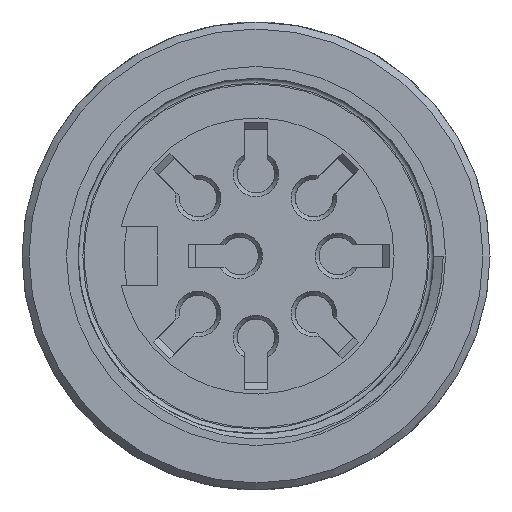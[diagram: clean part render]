
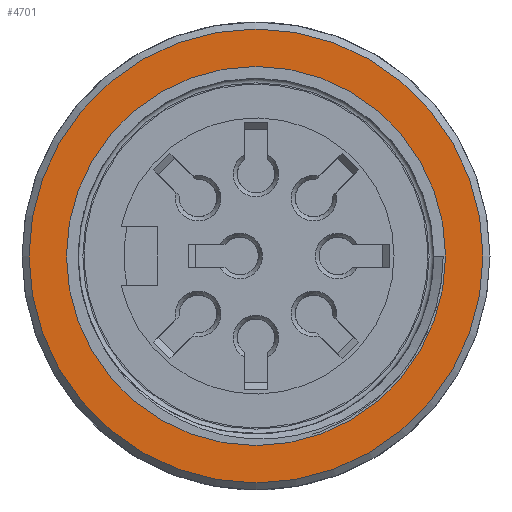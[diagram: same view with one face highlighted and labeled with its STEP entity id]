
A CAD part, front view. The second image highlights one B-rep face of the part: STEP entity #4701.
In plain terms, the highlighted planar face has unit normal (0, -1, 0).
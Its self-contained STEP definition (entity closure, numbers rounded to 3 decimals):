
#1902=PLANE('',#11291);
#4701=ADVANCED_FACE('',(#4897,#4898),#1902,.F.);
#4897=FACE_BOUND('',#5504,.T.);
#4898=FACE_BOUND('',#5505,.T.);
#5504=EDGE_LOOP('',(#8174));
#5505=EDGE_LOOP('',(#8175));
#8174=ORIENTED_EDGE('',*,*,#10437,.F.);
#8175=ORIENTED_EDGE('',*,*,#10438,.T.);
#9102=VERTEX_POINT('',#34577);
#9103=VERTEX_POINT('',#34580);
#10437=EDGE_CURVE('',#9102,#9102,#10661,.T.);
#10438=EDGE_CURVE('',#9103,#9103,#10662,.T.);
#10661=CIRCLE('',#11288,8.1);
#10662=CIRCLE('',#11290,9.7);
#11288=AXIS2_PLACEMENT_3D('',#34576,#13187,#13188);
#11290=AXIS2_PLACEMENT_3D('',#34579,#13191,#13192);
#11291=AXIS2_PLACEMENT_3D('',#34581,#13193,#13194);
#13187=DIRECTION('',(0.,-1.,0.));
#13188=DIRECTION('',(1.,0.,0.));
#13191=DIRECTION('',(0.,-1.,0.));
#13192=DIRECTION('',(1.,0.,0.));
#13193=DIRECTION('',(0.,1.,0.));
#13194=DIRECTION('',(-1.,0.,0.));
#34576=CARTESIAN_POINT('',(0.596,-24.756,0.));
#34577=CARTESIAN_POINT('',(8.696,-24.756,0.));
#34579=CARTESIAN_POINT('',(0.596,-24.756,0.));
#34580=CARTESIAN_POINT('',(10.296,-24.756,0.));
#34581=CARTESIAN_POINT('',(10.296,-24.756,0.));
